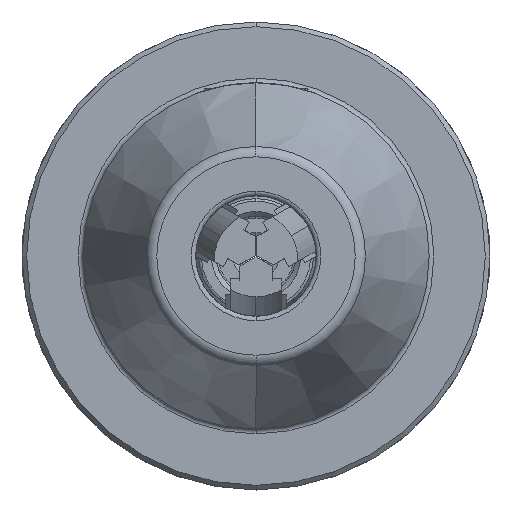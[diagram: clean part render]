
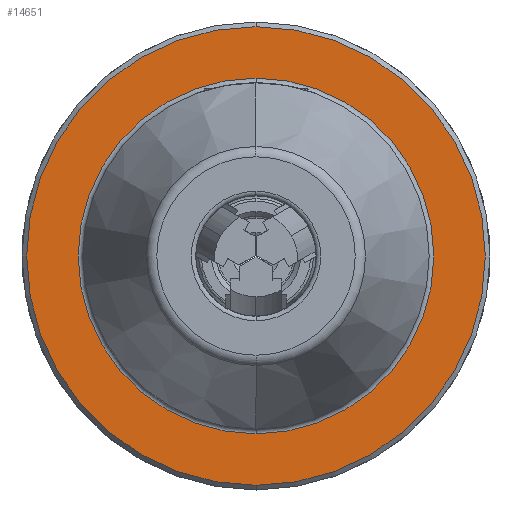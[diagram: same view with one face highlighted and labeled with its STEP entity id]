
A CAD part, front view. The second image highlights one B-rep face of the part: STEP entity #14651.
In plain terms, the highlighted planar face has unit normal (0, -1, 0).
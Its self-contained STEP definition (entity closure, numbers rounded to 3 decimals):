
#565 = DIRECTION ( 'NONE',  ( 0., 0., -1. ) ) ;
#713 = PLANE ( 'NONE',  #14831 ) ;
#1429 = CIRCLE ( 'NONE', #9665, 24.5 ) ;
#1435 = CARTESIAN_POINT ( 'NONE',  ( 0., 10., 0. ) ) ;
#1517 = DIRECTION ( 'NONE',  ( 0., 1., 0. ) ) ;
#1853 = EDGE_CURVE ( 'NONE', #14699, #13048, #16222, .T. ) ;
#2568 = CARTESIAN_POINT ( 'NONE',  ( 0., 10., -19.001 ) ) ;
#3091 = VERTEX_POINT ( 'NONE', #12316 ) ;
#3096 = AXIS2_PLACEMENT_3D ( 'NONE', #8190, #7754, #14425 ) ;
#4138 = CARTESIAN_POINT ( 'NONE',  ( 0., 10., 24.5 ) ) ;
#5079 = ORIENTED_EDGE ( 'NONE', *, *, #1853, .T. ) ;
#5974 = ORIENTED_EDGE ( 'NONE', *, *, #18875, .F. ) ;
#6156 = AXIS2_PLACEMENT_3D ( 'NONE', #8111, #1517, #21569 ) ;
#7146 = EDGE_LOOP ( 'NONE', ( #21893, #5974 ) ) ;
#7754 = DIRECTION ( 'NONE',  ( 0., 1., 0. ) ) ;
#8111 = CARTESIAN_POINT ( 'NONE',  ( 0., 10., 0. ) ) ;
#8190 = CARTESIAN_POINT ( 'NONE',  ( 0., 10., 0. ) ) ;
#9665 = AXIS2_PLACEMENT_3D ( 'NONE', #1435, #18727, #15200 ) ;
#10489 = AXIS2_PLACEMENT_3D ( 'NONE', #20448, #12164, #15506 ) ;
#10553 = ORIENTED_EDGE ( 'NONE', *, *, #15996, .T. ) ;
#10771 = FACE_OUTER_BOUND ( 'NONE', #7146, .T. ) ;
#11504 = CIRCLE ( 'NONE', #10489, 19.001 ) ;
#12164 = DIRECTION ( 'NONE',  ( 0., 1., 0. ) ) ;
#12175 = EDGE_LOOP ( 'NONE', ( #10553, #5079 ) ) ;
#12316 = CARTESIAN_POINT ( 'NONE',  ( 0., 10., -24.5 ) ) ;
#13048 = VERTEX_POINT ( 'NONE', #21010 ) ;
#14198 = DIRECTION ( 'NONE',  ( 0., -1., 0. ) ) ;
#14425 = DIRECTION ( 'NONE',  ( 0., 0., 1. ) ) ;
#14651 = ADVANCED_FACE ( 'NONE', ( #18148, #10771 ), #713, .T. ) ;
#14699 = VERTEX_POINT ( 'NONE', #2568 ) ;
#14831 = AXIS2_PLACEMENT_3D ( 'NONE', #20774, #14198, #565 ) ;
#15200 = DIRECTION ( 'NONE',  ( 0., 0., 1. ) ) ;
#15243 = VERTEX_POINT ( 'NONE', #4138 ) ;
#15506 = DIRECTION ( 'NONE',  ( 0., 0., 1. ) ) ;
#15996 = EDGE_CURVE ( 'NONE', #13048, #14699, #11504, .T. ) ;
#16222 = CIRCLE ( 'NONE', #6156, 19.001 ) ;
#16728 = EDGE_CURVE ( 'NONE', #15243, #3091, #17573, .T. ) ;
#17573 = CIRCLE ( 'NONE', #3096, 24.5 ) ;
#18148 = FACE_BOUND ( 'NONE', #12175, .T. ) ;
#18727 = DIRECTION ( 'NONE',  ( 0., 1., 0. ) ) ;
#18875 = EDGE_CURVE ( 'NONE', #3091, #15243, #1429, .T. ) ;
#20448 = CARTESIAN_POINT ( 'NONE',  ( 0., 10., 0. ) ) ;
#20774 = CARTESIAN_POINT ( 'NONE',  ( 0., 10., 0. ) ) ;
#21010 = CARTESIAN_POINT ( 'NONE',  ( 0., 10., 19.001 ) ) ;
#21569 = DIRECTION ( 'NONE',  ( 0., 0., 1. ) ) ;
#21893 = ORIENTED_EDGE ( 'NONE', *, *, #16728, .F. ) ;
